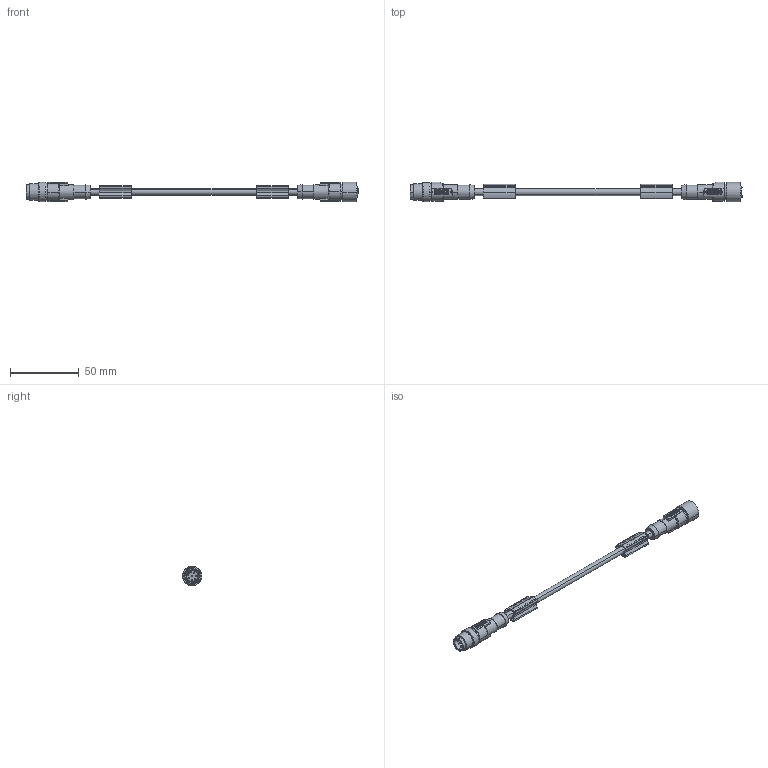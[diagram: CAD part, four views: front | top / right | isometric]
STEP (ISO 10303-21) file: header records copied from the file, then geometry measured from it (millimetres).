
FILE_DESCRIPTION(('SolidDesigner STEP Export'),'2;1');
FILE_NAME('1522671.stp','2012-03-21T17:07:08',(''),(''),'CoCreate Modeling STEP processor for AP214 (Solid Model)','CoCreate Modeling 16.00A 16-Aug-2008 (C) Parametric Technology GmbH','');
FILE_SCHEMA(('AUTOMOTIVE_DESIGN { 1 0 10303 214 1 1 1 1 }'));
Length unit declared in the file: millimetre
Products named in the file (2): 1522671
Assembly tree (1 placements, depth 2):
  1522671
    1522671
Bounding box: 240.8 x 14.2 x 14 mm (x, y, z)
Volume: 13134.5 mm3; surface area: 10902.5 mm2
Topology: 1 solids, 1 shells, 1025 faces, 2694 edges, 1781 vertices
Faces by surface type: plane 627, cylinder 193, extrusion 117, torus 49, cone 25, bspline 14
Entity records: 44393 total; most frequent: CARTESIAN_POINT 12416, ORIENTED_EDGE 5384, DIRECTION 4116, EDGE_CURVE 2692, VECTOR 1942, LINE 1825, VERTEX_POINT 1781, EDGE_LOOP 1145
